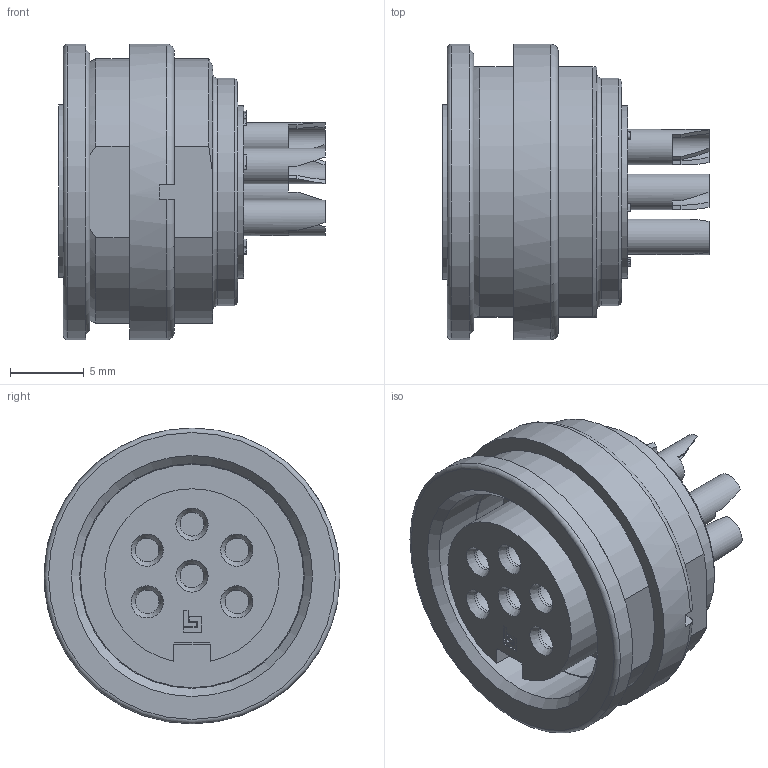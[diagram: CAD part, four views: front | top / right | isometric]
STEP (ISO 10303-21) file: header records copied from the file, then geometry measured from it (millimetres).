
FILE_DESCRIPTION(/* description */ (''),/* implementation_level */ '2;1');
FILE_NAME(/* name */ '09_0124_00_06_001_01.stp',/* time_stamp */ '2014-11-06T13:00:23+01:00',/* author */ (''),/* organization */ (''),/* preprocessor_version */ 'ST-DEVELOPER v14',/* originating_system */ 'SIEMENS PLM Software NX 8.0',/* authorisation */ '');
FILE_SCHEMA (('AP203_CONFIGURATION_CONTROLLED_3D_DESIGN_OF_MECHANICAL_PARTS_AND_ASSEMBLIES_MIM_LF { 1 0 10303 403 2 1 2}'));
Length unit declared in the file: millimetre
Products named in the file (1): cerl0A981BDDm99u
Bounding box: 18 x 20 x 20 mm (x, y, z)
Volume: 2556.4 mm3; surface area: 3105.5 mm2
Topology: 2 solids, 4 shells, 222 faces, 548 edges, 367 vertices
Faces by surface type: plane 127, cylinder 44, extrusion 30, cone 16, torus 5
Full cylindrical faces by diameter (mm): 1.6 x6, 1.8 x6, 2.3 x6, 2.4 x6, 11.7 x1, 13.85 x1, 15.1 x1, 15.188 x1, 15.4 x1, 17.188 x1, 18.1 x1, 20 x2
Entity records: 6934 total; most frequent: CARTESIAN_POINT 1962, DIRECTION 958, ORIENTED_EDGE 944, EDGE_CURVE 472, AXIS2_PLACEMENT_3D 351, VERTEX_POINT 337, EDGE_LOOP 303, VECTOR 256
